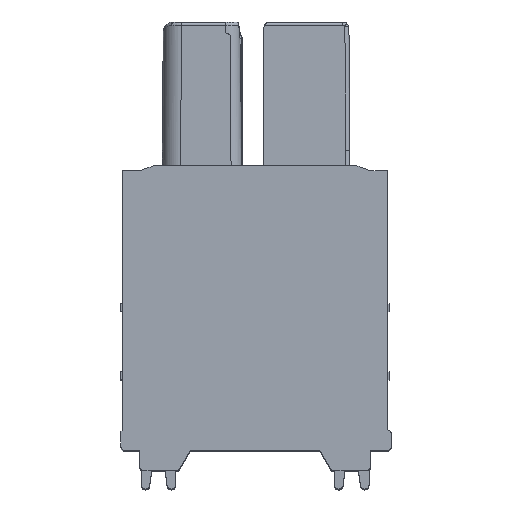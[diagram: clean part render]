
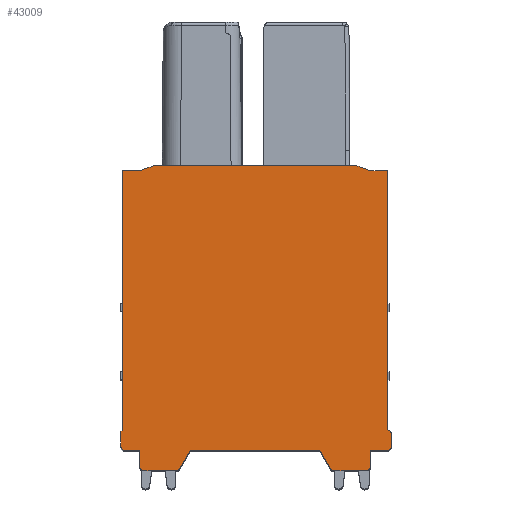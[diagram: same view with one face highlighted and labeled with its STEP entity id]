
A CAD part, top view. The second image highlights one B-rep face of the part: STEP entity #43009.
In plain terms, the highlighted planar face has unit normal (0, 0, 1).
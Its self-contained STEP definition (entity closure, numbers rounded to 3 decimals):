
#97=DIRECTION('',(0.,1.,0.));
#98=VECTOR('',#97,12.749);
#99=CARTESIAN_POINT('',(13.02,1.001,16.15));
#100=LINE('',#99,#98);
#1909=DIRECTION('',(0.,1.,0.));
#1910=VECTOR('',#1909,0.597);
#1911=CARTESIAN_POINT('',(13.21,0.2,16.15));
#1912=LINE('',#1911,#1910);
#1921=DIRECTION('',(1.,0.,0.));
#1922=VECTOR('',#1921,0.84);
#1923=CARTESIAN_POINT('',(12.17,0.,16.15));
#1924=LINE('',#1923,#1922);
#2201=DIRECTION('',(1.,0.,0.));
#2202=VECTOR('',#2201,6.365);
#2203=CARTESIAN_POINT('',(3.327,0.,16.15));
#2204=LINE('',#2203,#2202);
#6261=DIRECTION('',(0.,-1.,0.));
#6262=VECTOR('',#6261,12.789);
#6263=CARTESIAN_POINT('',(0.,13.75,16.15));
#6264=LINE('',#6263,#6262);
#7925=DIRECTION('',(-1.,0.,0.));
#7926=VECTOR('',#7925,0.873);
#7927=CARTESIAN_POINT('',(0.873,13.75,16.15));
#7928=LINE('',#7927,#7926);
#9091=DIRECTION('',(-1.,0.,0.));
#9092=VECTOR('',#9091,0.873);
#9093=CARTESIAN_POINT('',(13.02,13.75,16.15));
#9094=LINE('',#9093,#9092);
#9270=CARTESIAN_POINT('',(0.11,0.2,16.15));
#9271=DIRECTION('',(0.,0.,1.));
#9272=DIRECTION('',(-1.,0.,0.));
#9273=AXIS2_PLACEMENT_3D('',#9270,#9271,#9272);
#9275=DIRECTION('',(0.,1.,0.));
#9276=VECTOR('',#9275,0.737);
#9277=CARTESIAN_POINT('',(-0.09,0.2,16.15));
#9278=LINE('',#9277,#9276);
#9279=DIRECTION('',(0.966,0.259,0.));
#9280=VECTOR('',#9279,0.093);
#9281=CARTESIAN_POINT('',(-0.09,0.937,16.15));
#9282=LINE('',#9281,#9280);
#9283=DIRECTION('',(0.94,0.342,0.));
#9284=VECTOR('',#9283,0.731);
#9285=CARTESIAN_POINT('',(0.873,13.75,16.15));
#9286=LINE('',#9285,#9284);
#9287=DIRECTION('',(1.,0.,0.));
#9288=VECTOR('',#9287,9.9);
#9289=CARTESIAN_POINT('',(1.56,14.,16.15));
#9290=LINE('',#9289,#9288);
#9291=DIRECTION('',(0.94,-0.342,0.));
#9292=VECTOR('',#9291,0.731);
#9293=CARTESIAN_POINT('',(11.46,14.,16.15));
#9294=LINE('',#9293,#9292);
#9295=DIRECTION('',(0.966,-0.259,0.));
#9296=VECTOR('',#9295,0.043);
#9297=CARTESIAN_POINT('',(13.02,1.001,16.15));
#9298=LINE('',#9297,#9296);
#9299=CARTESIAN_POINT('',(13.01,0.797,16.15));
#9300=DIRECTION('',(0.,0.,-1.));
#9301=DIRECTION('',(0.259,0.966,0.));
#9302=AXIS2_PLACEMENT_3D('',#9299,#9300,#9301);
#9304=CARTESIAN_POINT('',(13.01,0.2,16.15));
#9305=DIRECTION('',(0.,0.,-1.));
#9306=DIRECTION('',(1.,0.,0.));
#9307=AXIS2_PLACEMENT_3D('',#9304,#9305,#9306);
#9309=DIRECTION('',(0.,-1.,0.));
#9310=VECTOR('',#9309,0.8);
#9311=CARTESIAN_POINT('',(12.17,0.,16.15));
#9312=LINE('',#9311,#9310);
#9313=CARTESIAN_POINT('',(11.97,-0.8,16.15));
#9314=DIRECTION('',(0.,0.,-1.));
#9315=DIRECTION('',(1.,0.,0.));
#9316=AXIS2_PLACEMENT_3D('',#9313,#9314,#9315);
#9318=DIRECTION('',(-1.,0.,0.));
#9319=VECTOR('',#9318,1.585);
#9320=CARTESIAN_POINT('',(11.97,-1.,16.15));
#9321=LINE('',#9320,#9319);
#9322=CARTESIAN_POINT('',(10.385,-0.8,16.15));
#9323=DIRECTION('',(0.,0.,-1.));
#9324=DIRECTION('',(0.,-1.,0.));
#9325=AXIS2_PLACEMENT_3D('',#9322,#9323,#9324);
#9327=DIRECTION('',(-0.5,0.866,0.));
#9328=VECTOR('',#9327,1.039);
#9329=CARTESIAN_POINT('',(10.212,-0.9,16.15));
#9330=LINE('',#9329,#9328);
#9331=DIRECTION('',(-0.5,-0.866,0.));
#9332=VECTOR('',#9331,1.039);
#9333=CARTESIAN_POINT('',(3.327,0.,16.15));
#9334=LINE('',#9333,#9332);
#9335=CARTESIAN_POINT('',(2.635,-0.8,16.15));
#9336=DIRECTION('',(0.,0.,-1.));
#9337=DIRECTION('',(0.866,-0.5,0.));
#9338=AXIS2_PLACEMENT_3D('',#9335,#9336,#9337);
#9340=DIRECTION('',(-1.,0.,0.));
#9341=VECTOR('',#9340,1.585);
#9342=CARTESIAN_POINT('',(2.635,-1.,16.15));
#9343=LINE('',#9342,#9341);
#9344=CARTESIAN_POINT('',(1.05,-0.8,16.15));
#9345=DIRECTION('',(0.,0.,-1.));
#9346=DIRECTION('',(0.,-1.,0.));
#9347=AXIS2_PLACEMENT_3D('',#9344,#9345,#9346);
#9349=DIRECTION('',(0.,1.,0.));
#9350=VECTOR('',#9349,0.8);
#9351=CARTESIAN_POINT('',(0.85,-0.8,16.15));
#9352=LINE('',#9351,#9350);
#9353=DIRECTION('',(-1.,0.,0.));
#9354=VECTOR('',#9353,0.74);
#9355=CARTESIAN_POINT('',(0.85,0.,16.15));
#9356=LINE('',#9355,#9354);
#25669=CARTESIAN_POINT('',(13.02,1.001,16.15));
#25670=CARTESIAN_POINT('',(13.02,13.75,16.15));
#25671=VERTEX_POINT('',#25669);
#25672=VERTEX_POINT('',#25670);
#25767=CARTESIAN_POINT('',(12.147,13.75,16.15));
#25768=VERTEX_POINT('',#25767);
#25769=CARTESIAN_POINT('',(11.46,14.,16.15));
#25770=VERTEX_POINT('',#25769);
#25771=CARTESIAN_POINT('',(1.56,14.,16.15));
#25772=VERTEX_POINT('',#25771);
#26032=CARTESIAN_POINT('',(0.873,13.75,16.15));
#26033=VERTEX_POINT('',#26032);
#26034=CARTESIAN_POINT('',(0.,13.75,16.15));
#26035=VERTEX_POINT('',#26034);
#26058=CARTESIAN_POINT('',(0.,0.961,16.15));
#26059=VERTEX_POINT('',#26058);
#26133=CARTESIAN_POINT('',(0.85,0.,16.15));
#26135=VERTEX_POINT('',#26133);
#26146=CARTESIAN_POINT('',(3.327,0.,16.15));
#26147=VERTEX_POINT('',#26146);
#26148=CARTESIAN_POINT('',(9.693,0.,16.15));
#26149=VERTEX_POINT('',#26148);
#26216=CARTESIAN_POINT('',(12.17,0.,16.15));
#26217=VERTEX_POINT('',#26216);
#26218=CARTESIAN_POINT('',(13.01,0.,16.15));
#26219=VERTEX_POINT('',#26218);
#26220=CARTESIAN_POINT('',(13.21,0.2,16.15));
#26221=VERTEX_POINT('',#26220);
#26222=CARTESIAN_POINT('',(13.21,0.797,16.15));
#26223=VERTEX_POINT('',#26222);
#26224=CARTESIAN_POINT('',(13.062,0.99,16.15));
#26225=VERTEX_POINT('',#26224);
#26226=CARTESIAN_POINT('',(12.17,-0.8,16.15));
#26227=VERTEX_POINT('',#26226);
#26228=CARTESIAN_POINT('',(11.97,-1.,16.15));
#26229=VERTEX_POINT('',#26228);
#26230=CARTESIAN_POINT('',(10.385,-1.,16.15));
#26231=VERTEX_POINT('',#26230);
#26232=CARTESIAN_POINT('',(10.212,-0.9,16.15));
#26233=VERTEX_POINT('',#26232);
#26234=CARTESIAN_POINT('',(2.808,-0.9,16.15));
#26235=VERTEX_POINT('',#26234);
#26236=CARTESIAN_POINT('',(2.635,-1.,16.15));
#26237=VERTEX_POINT('',#26236);
#26238=CARTESIAN_POINT('',(1.05,-1.,16.15));
#26239=VERTEX_POINT('',#26238);
#26240=CARTESIAN_POINT('',(0.85,-0.8,16.15));
#26241=VERTEX_POINT('',#26240);
#26418=CARTESIAN_POINT('',(-0.09,0.937,16.15));
#26419=VERTEX_POINT('',#26418);
#26420=CARTESIAN_POINT('',(-0.09,0.2,16.15));
#26421=CARTESIAN_POINT('',(0.11,0.,16.15));
#26422=VERTEX_POINT('',#26420);
#26423=VERTEX_POINT('',#26421);
#42965=CARTESIAN_POINT('',(0.,0.,16.15));
#42966=DIRECTION('',(0.,0.,1.));
#42967=DIRECTION('',(1.,0.,0.));
#42968=AXIS2_PLACEMENT_3D('',#42965,#42966,#42967);
#42969=PLANE('',#42968);
#42970=ORIENTED_EDGE('',*,*,#38953,.F.);
#42971=ORIENTED_EDGE('',*,*,#38968,.T.);
#42972=ORIENTED_EDGE('',*,*,#38983,.T.);
#42973=ORIENTED_EDGE('',*,*,#39014,.F.);
#42974=ORIENTED_EDGE('',*,*,#41961,.F.);
#42975=ORIENTED_EDGE('',*,*,#42037,.T.);
#42976=ORIENTED_EDGE('',*,*,#42052,.T.);
#42977=ORIENTED_EDGE('',*,*,#42695,.T.);
#42978=ORIENTED_EDGE('',*,*,#42720,.F.);
#42979=ORIENTED_EDGE('',*,*,#30649,.F.);
#42980=ORIENTED_EDGE('',*,*,#33537,.T.);
#42981=ORIENTED_EDGE('',*,*,#33552,.T.);
#42982=ORIENTED_EDGE('',*,*,#33567,.F.);
#42983=ORIENTED_EDGE('',*,*,#33582,.T.);
#42984=ORIENTED_EDGE('',*,*,#33601,.F.);
#42986=ORIENTED_EDGE('',*,*,#42985,.T.);
#42988=ORIENTED_EDGE('',*,*,#42987,.T.);
#42990=ORIENTED_EDGE('',*,*,#42989,.T.);
#42992=ORIENTED_EDGE('',*,*,#42991,.T.);
#42994=ORIENTED_EDGE('',*,*,#42993,.T.);
#42995=ORIENTED_EDGE('',*,*,#33807,.F.);
#42997=ORIENTED_EDGE('',*,*,#42996,.T.);
#42999=ORIENTED_EDGE('',*,*,#42998,.T.);
#43001=ORIENTED_EDGE('',*,*,#43000,.T.);
#43003=ORIENTED_EDGE('',*,*,#43002,.T.);
#43005=ORIENTED_EDGE('',*,*,#43004,.T.);
#43006=ORIENTED_EDGE('',*,*,#38907,.T.);
#43007=EDGE_LOOP('',(#42970,#42971,#42972,#42973,#42974,#42975,#42976,#42977,
#42978,#42979,#42980,#42981,#42982,#42983,#42984,#42986,#42988,#42990,#42992,
#42994,#42995,#42997,#42999,#43001,#43003,#43005,#43006));
#43008=FACE_OUTER_BOUND('',#43007,.F.);
#43009=ADVANCED_FACE('',(#43008),#42969,.T.);
#9274=CIRCLE('',#9273,0.2);
#9303=CIRCLE('',#9302,0.2);
#9308=CIRCLE('',#9307,0.2);
#9317=CIRCLE('',#9316,0.2);
#9326=CIRCLE('',#9325,0.2);
#9339=CIRCLE('',#9338,0.2);
#9348=CIRCLE('',#9347,0.2);
#30649=EDGE_CURVE('',#25671,#25672,#100,.T.);
#33537=EDGE_CURVE('',#25671,#26225,#9298,.T.);
#33552=EDGE_CURVE('',#26225,#26223,#9303,.T.);
#33567=EDGE_CURVE('',#26221,#26223,#1912,.T.);
#33582=EDGE_CURVE('',#26221,#26219,#9308,.T.);
#33601=EDGE_CURVE('',#26217,#26219,#1924,.T.);
#33807=EDGE_CURVE('',#26147,#26149,#2204,.T.);
#38907=EDGE_CURVE('',#26135,#26423,#9356,.T.);
#38953=EDGE_CURVE('',#26422,#26423,#9274,.T.);
#38968=EDGE_CURVE('',#26422,#26419,#9278,.T.);
#38983=EDGE_CURVE('',#26419,#26059,#9282,.T.);
#39014=EDGE_CURVE('',#26035,#26059,#6264,.T.);
#41961=EDGE_CURVE('',#26033,#26035,#7928,.T.);
#42037=EDGE_CURVE('',#26033,#25772,#9286,.T.);
#42052=EDGE_CURVE('',#25772,#25770,#9290,.T.);
#42695=EDGE_CURVE('',#25770,#25768,#9294,.T.);
#42720=EDGE_CURVE('',#25672,#25768,#9094,.T.);
#42985=EDGE_CURVE('',#26217,#26227,#9312,.T.);
#42987=EDGE_CURVE('',#26227,#26229,#9317,.T.);
#42989=EDGE_CURVE('',#26229,#26231,#9321,.T.);
#42991=EDGE_CURVE('',#26231,#26233,#9326,.T.);
#42993=EDGE_CURVE('',#26233,#26149,#9330,.T.);
#42996=EDGE_CURVE('',#26147,#26235,#9334,.T.);
#42998=EDGE_CURVE('',#26235,#26237,#9339,.T.);
#43000=EDGE_CURVE('',#26237,#26239,#9343,.T.);
#43002=EDGE_CURVE('',#26239,#26241,#9348,.T.);
#43004=EDGE_CURVE('',#26241,#26135,#9352,.T.);
